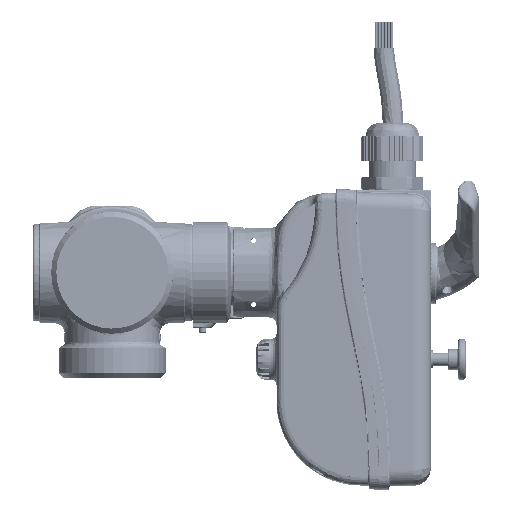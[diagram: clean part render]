
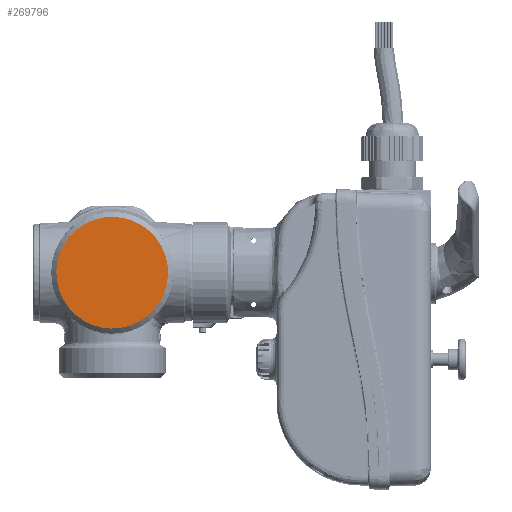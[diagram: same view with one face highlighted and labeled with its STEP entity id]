
A CAD part, left-side view. The second image highlights one B-rep face of the part: STEP entity #269796.
In plain terms, the highlighted planar face has unit normal (-1, 0, 0).
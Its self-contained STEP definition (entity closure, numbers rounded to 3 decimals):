
#265523=CARTESIAN_POINT('Vertex',(-53.306,-175.246,56.778)) ;
#265526=CARTESIAN_POINT('Axis2P3D Location',(-53.306,-156.115,46.326)) ;
#265530=CARTESIAN_POINT('Vertex',(-53.306,-136.983,35.875)) ;
#265545=CARTESIAN_POINT('Axis2P3D Location',(-53.306,-156.115,46.326)) ;
#269787=CARTESIAN_POINT('Axis2P3D Location',(-53.306,-138.115,46.326)) ;
#265527=DIRECTION('Axis2P3D Direction',(1.,0.,0.)) ;
#265546=DIRECTION('Axis2P3D Direction',(1.,0.,0.)) ;
#269788=DIRECTION('Axis2P3D Direction',(-1.,0.,0.)) ;
#269789=DIRECTION('Axis2P3D XDirection',(0.,0.,-1.)) ;
#265528=AXIS2_PLACEMENT_3D('Circle Axis2P3D',#265526,#265527,$) ;
#265547=AXIS2_PLACEMENT_3D('Circle Axis2P3D',#265545,#265546,$) ;
#269790=AXIS2_PLACEMENT_3D('Plane Axis2P3D',#269787,#269788,#269789) ;
#269793=ORIENTED_EDGE('',*,*,#265549,.T.) ;
#269794=ORIENTED_EDGE('',*,*,#265532,.T.) ;
#269796=ADVANCED_FACE('PartBody',(#269795),#269791,.T.) ;
#265529=CIRCLE('generated circle',#265528,21.8) ;
#265548=CIRCLE('generated circle',#265547,21.8) ;
#265532=EDGE_CURVE('',#265531,#265524,#265529,.F.) ;
#265549=EDGE_CURVE('',#265524,#265531,#265548,.F.) ;
#269792=EDGE_LOOP('',(#269793,#269794)) ;
#269795=FACE_OUTER_BOUND('',#269792,.T.) ;
#269791=PLANE('',#269790) ;
#265524=VERTEX_POINT('',#265523) ;
#265531=VERTEX_POINT('',#265530) ;
